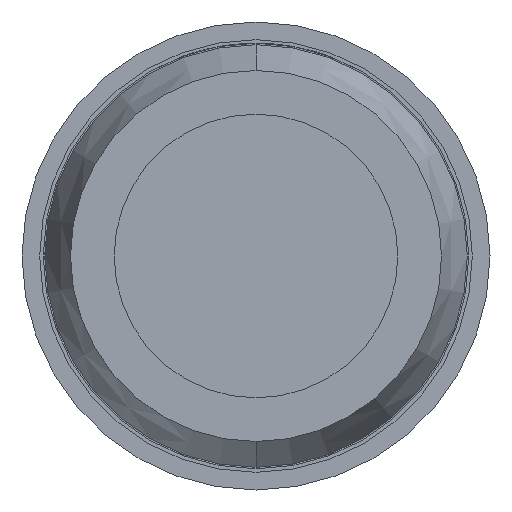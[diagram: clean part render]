
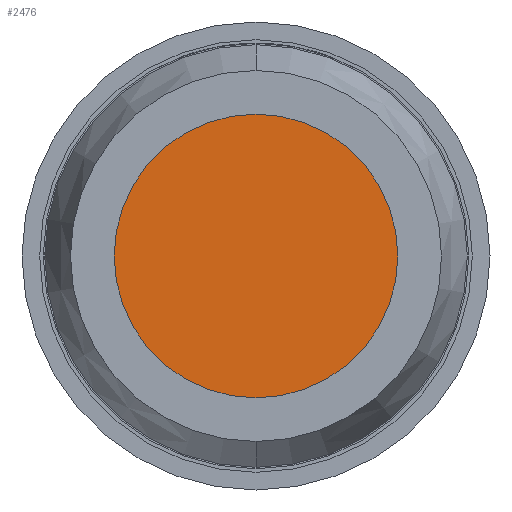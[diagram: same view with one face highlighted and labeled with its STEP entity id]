
A CAD part, front view. The second image highlights one B-rep face of the part: STEP entity #2476.
In plain terms, the highlighted planar face has unit normal (0, -1, 0).
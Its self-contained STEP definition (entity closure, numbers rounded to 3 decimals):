
#294 = DIRECTION ( 'NONE',  ( -1., 0., 0. ) ) ;
#452 = EDGE_CURVE ( 'Defeature ausgef�hrt3_13+Defeature ausgef�hrt3_12+Defeature ausgef�hrt3_12+Defeature ausgef�hrt3_12', #1891, #3125, #1948, .T. ) ;
#457 = DIRECTION ( 'NONE',  ( -1., 0., 0. ) ) ;
#515 = AXIS2_PLACEMENT_3D ( 'NONE', #579, #1944, #2533 ) ;
#538 = CARTESIAN_POINT ( 'NONE',  ( 0., -12.1, 0. ) ) ;
#579 = CARTESIAN_POINT ( 'NONE',  ( 0., -12.1, 0. ) ) ;
#737 = ORIENTED_EDGE ( 'NONE', *, *, #3203, .F. ) ;
#1285 = DIRECTION ( 'NONE',  ( 0., 1., 0. ) ) ;
#1891 = VERTEX_POINT ( 'NONE', #2502 ) ;
#1944 = DIRECTION ( 'NONE',  ( 0., 1., 0. ) ) ;
#1948 = CIRCLE ( 'NONE', #515, 1. ) ;
#1957 = DIRECTION ( 'NONE',  ( 0., 1., 0. ) ) ;
#1980 = AXIS2_PLACEMENT_3D ( 'NONE', #2892, #1285, #457 ) ;
#2248 = EDGE_LOOP ( 'NONE', ( #737, #2479 ) ) ;
#2376 = AXIS2_PLACEMENT_3D ( 'NONE', #538, #1957, #294 ) ;
#2476 = ADVANCED_FACE ( 'Defeature ausgef�hrt3_12', ( #2871 ), #3172, .F. ) ;
#2479 = ORIENTED_EDGE ( 'NONE', *, *, #452, .F. ) ;
#2502 = CARTESIAN_POINT ( 'NONE',  ( 1., -12.1, 0. ) ) ;
#2533 = DIRECTION ( 'NONE',  ( -1., 0., 0. ) ) ;
#2554 = CIRCLE ( 'NONE', #2376, 1. ) ;
#2734 = CARTESIAN_POINT ( 'NONE',  ( -1., -12.1, 0. ) ) ;
#2871 = FACE_OUTER_BOUND ( 'NONE', #2248, .T. ) ;
#2892 = CARTESIAN_POINT ( 'NONE',  ( 0., -12.1, 0. ) ) ;
#3125 = VERTEX_POINT ( 'NONE', #2734 ) ;
#3172 = PLANE ( 'NONE',  #1980 ) ;
#3203 = EDGE_CURVE ( 'Defeature ausgef�hrt3_13+Defeature ausgef�hrt3_12+Defeature ausgef�hrt3_12+Defeature ausgef�hrt3_12', #3125, #1891, #2554, .T. ) ;
